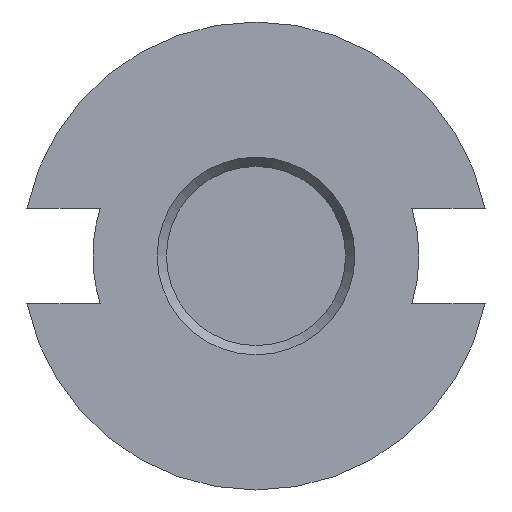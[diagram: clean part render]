
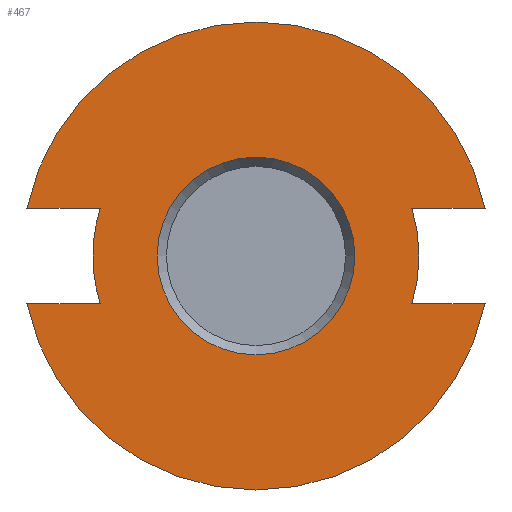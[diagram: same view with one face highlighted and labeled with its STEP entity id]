
A CAD part, front view. The second image highlights one B-rep face of the part: STEP entity #467.
In plain terms, the highlighted planar face has unit normal (0, -1, 0).
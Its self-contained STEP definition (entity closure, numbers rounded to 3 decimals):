
#16=FACE_BOUND('',#79,.T.);
#17=PLANE('',#522);
#51=FACE_OUTER_BOUND('',#78,.T.);
#78=EDGE_LOOP('',(#344,#345,#346,#347,#348,#349,#350,#351,#352));
#79=EDGE_LOOP('',(#353));
#104=LINE('',#771,#138);
#105=LINE('',#772,#139);
#106=LINE('',#774,#140);
#107=LINE('',#777,#141);
#138=VECTOR('',#602,1000.);
#139=VECTOR('',#603,1000.);
#140=VECTOR('',#604,1000.);
#141=VECTOR('',#607,1000.);
#171=CIRCLE('',#506,2.088);
#178=CIRCLE('',#515,4.943);
#179=CIRCLE('',#517,3.443);
#181=CIRCLE('',#519,3.443);
#182=CIRCLE('',#520,3.443);
#184=CIRCLE('',#523,4.943);
#200=VERTEX_POINT('',#712);
#207=VERTEX_POINT('',#729);
#208=VERTEX_POINT('',#733);
#209=VERTEX_POINT('',#739);
#210=VERTEX_POINT('',#740);
#213=VERTEX_POINT('',#749);
#214=VERTEX_POINT('',#754);
#215=VERTEX_POINT('',#757);
#218=VERTEX_POINT('',#773);
#219=VERTEX_POINT('',#775);
#248=EDGE_CURVE('',#200,#200,#171,.T.);
#256=EDGE_CURVE('',#208,#207,#178,.T.);
#258=EDGE_CURVE('',#209,#210,#179,.T.);
#262=EDGE_CURVE('',#214,#213,#181,.T.);
#264=EDGE_CURVE('',#215,#214,#182,.T.);
#268=EDGE_CURVE('',#213,#208,#104,.T.);
#269=EDGE_CURVE('',#207,#209,#105,.T.);
#270=EDGE_CURVE('',#210,#218,#106,.T.);
#271=EDGE_CURVE('',#218,#219,#184,.T.);
#272=EDGE_CURVE('',#219,#215,#107,.T.);
#344=ORIENTED_EDGE('',*,*,#264,.T.);
#345=ORIENTED_EDGE('',*,*,#262,.T.);
#346=ORIENTED_EDGE('',*,*,#268,.T.);
#347=ORIENTED_EDGE('',*,*,#256,.T.);
#348=ORIENTED_EDGE('',*,*,#269,.T.);
#349=ORIENTED_EDGE('',*,*,#258,.T.);
#350=ORIENTED_EDGE('',*,*,#270,.T.);
#351=ORIENTED_EDGE('',*,*,#271,.T.);
#352=ORIENTED_EDGE('',*,*,#272,.T.);
#353=ORIENTED_EDGE('',*,*,#248,.T.);
#467=ADVANCED_FACE('',(#51,#16),#17,.F.);
#506=AXIS2_PLACEMENT_3D('',#714,#567,#568);
#515=AXIS2_PLACEMENT_3D('',#734,#585,#586);
#517=AXIS2_PLACEMENT_3D('',#741,#589,#590);
#519=AXIS2_PLACEMENT_3D('',#755,#593,#594);
#520=AXIS2_PLACEMENT_3D('',#758,#596,#597);
#522=AXIS2_PLACEMENT_3D('',#770,#600,#601);
#523=AXIS2_PLACEMENT_3D('',#776,#605,#606);
#567=DIRECTION('center_axis',(0.,1.,0.));
#568=DIRECTION('ref_axis',(0.,0.,1.));
#585=DIRECTION('center_axis',(0.,-1.,0.));
#586=DIRECTION('ref_axis',(0.,0.,1.));
#589=DIRECTION('center_axis',(0.,-1.,0.));
#590=DIRECTION('ref_axis',(0.,0.,1.));
#593=DIRECTION('center_axis',(0.,-1.,0.));
#594=DIRECTION('ref_axis',(0.,0.,1.));
#596=DIRECTION('center_axis',(0.,-1.,0.));
#597=DIRECTION('ref_axis',(0.,0.,1.));
#600=DIRECTION('center_axis',(0.,1.,0.));
#601=DIRECTION('ref_axis',(1.,0.,0.));
#602=DIRECTION('',(-1.,0.,0.));
#603=DIRECTION('',(-1.,0.,0.));
#604=DIRECTION('',(1.,0.,0.));
#605=DIRECTION('center_axis',(0.,-1.,0.));
#606=DIRECTION('ref_axis',(0.,0.,1.));
#607=DIRECTION('',(1.,0.,0.));
#712=CARTESIAN_POINT('',(0.,-0.75,2.088));
#714=CARTESIAN_POINT('Origin',(0.,-0.75,0.));
#729=CARTESIAN_POINT('',(4.84,-0.75,-1.007));
#733=CARTESIAN_POINT('',(-4.84,-0.75,-1.007));
#734=CARTESIAN_POINT('Origin',(0.,-0.75,0.));
#739=CARTESIAN_POINT('',(3.293,-0.75,-1.007));
#740=CARTESIAN_POINT('',(3.293,-0.75,1.007));
#741=CARTESIAN_POINT('Origin',(0.,-0.75,0.));
#749=CARTESIAN_POINT('',(-3.293,-0.75,-1.007));
#754=CARTESIAN_POINT('',(-3.443,-0.75,0.));
#755=CARTESIAN_POINT('Origin',(0.,-0.75,0.));
#757=CARTESIAN_POINT('',(-3.293,-0.75,1.007));
#758=CARTESIAN_POINT('Origin',(0.,-0.75,0.));
#770=CARTESIAN_POINT('Origin',(0.,-0.75,0.));
#771=CARTESIAN_POINT('',(-4.848,-0.75,-1.007));
#772=CARTESIAN_POINT('',(-4.848,-0.75,-1.007));
#773=CARTESIAN_POINT('',(4.84,-0.75,1.007));
#774=CARTESIAN_POINT('',(-4.848,-0.75,1.007));
#775=CARTESIAN_POINT('',(-4.84,-0.75,1.007));
#776=CARTESIAN_POINT('Origin',(0.,-0.75,0.));
#777=CARTESIAN_POINT('',(-4.848,-0.75,1.007));
